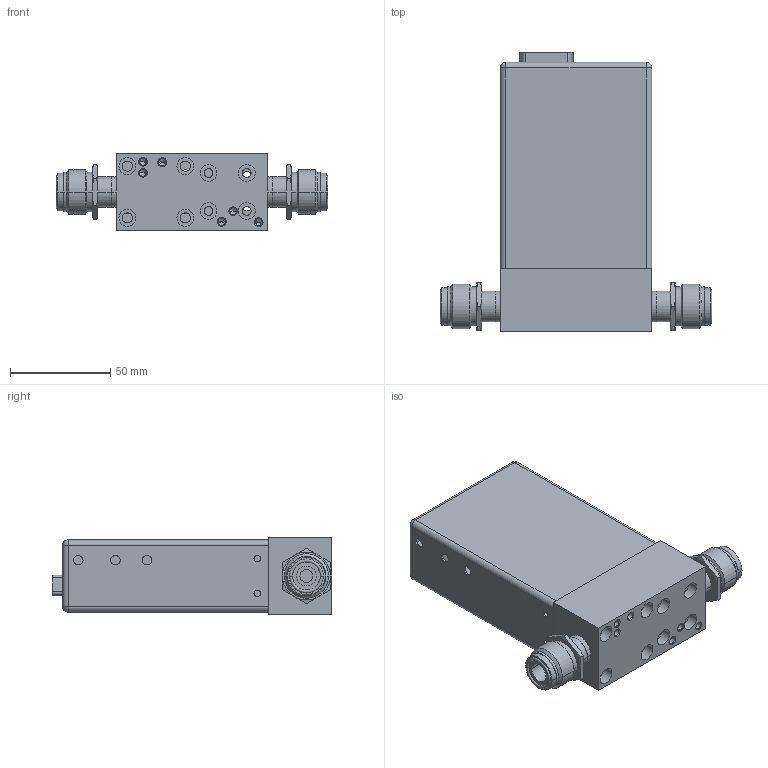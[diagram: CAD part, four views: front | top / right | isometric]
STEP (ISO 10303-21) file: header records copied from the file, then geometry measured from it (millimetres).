
FILE_DESCRIPTION((''),'2;1');
FILE_NAME('640BXXXTXX5X-CUSTOMER-MODEL_ASM','2011-08-04T',('chartrap'),('MKS Instruments, Inc.'),'PRO/ENGINEER BY PARAMETRIC TECHNOLOGY CORPORATION, 2009060','PRO/ENGINEER BY PARAMETRIC TECHNOLOGY CORPORATION, 2009060','');
FILE_SCHEMA(('CONFIG_CONTROL_DESIGN'));
Length unit declared in the file: inch
Products named in the file (5): 115945-P1_BODY_CF; 116345_FTG-8VCR-REWORK; 1018095-001; 110-7964_15_PIN_TYPE_D_CONN; 640BXXXTXX5X-CUSTOMER-MODEL_ASM
Assembly tree (5 placements, depth 2):
  640BXXXTXX5X-CUSTOMER-MODEL_ASM
    115945-P1_BODY_CF
    116345_FTG-8VCR-REWORK  x2
    1018095-001
    110-7964_15_PIN_TYPE_D_CONN
Bounding box: 135.51 x 139.52 x 37.97 mm (x, y, z)
Volume: 125008.4 mm3; surface area: 79077 mm2
Topology: 5 solids, 5 shells, 383 faces, 878 edges, 546 vertices
Faces by surface type: cylinder 190, plane 113, cone 56, torus 16, sphere 8
Entity records: 9901 total; most frequent: DIRECTION 1834, CARTESIAN_POINT 1753, ORIENTED_EDGE 1532, EDGE_CURVE 766, AXIS2_PLACEMENT_3D 747, VERTEX_POINT 486, EDGE_LOOP 440, CIRCLE 402
